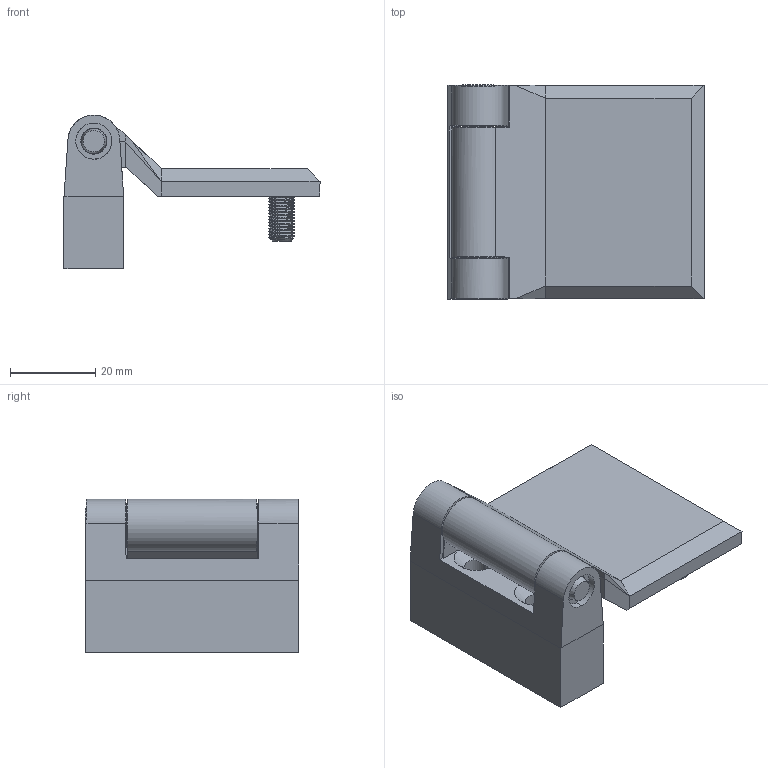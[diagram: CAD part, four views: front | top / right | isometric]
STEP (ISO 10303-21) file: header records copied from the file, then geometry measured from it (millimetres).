
FILE_DESCRIPTION (( 'STEP AP203' ), '1' );
FILE_NAME ('MK16.1.2.V1.17.STEP', '2022-06-28T13:21:41', ( '' ), ( '' ), 'SwSTEP 2.0', 'SolidWorks 2021', '' );
FILE_SCHEMA (( 'CONFIG_CONTROL_DESIGN' ));
Length unit declared in the file: millimetre
Products named in the file (1): MK16.1.2.V1.17
Bounding box: 60 x 50.09 x 36 mm (x, y, z)
Surface area: 17382.3 mm2 (no closed solid volume)
Topology: 0 solids, 6 shells, 241 faces, 742 edges, 510 vertices
Faces by surface type: plane 112, cylinder 79, cone 44, bspline 4, torus 2
Entity records: 13256 total; most frequent: CARTESIAN_POINT 7100, ORIENTED_EDGE 1350, DIRECTION 1090, EDGE_CURVE 742, VERTEX_POINT 510, LINE 374, VECTOR 374, AXIS2_PLACEMENT_3D 358
